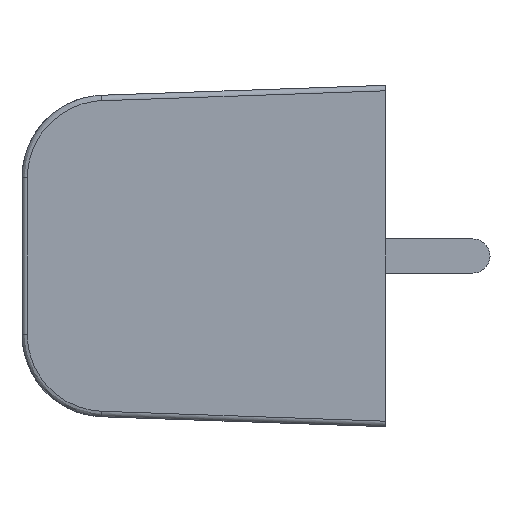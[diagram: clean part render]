
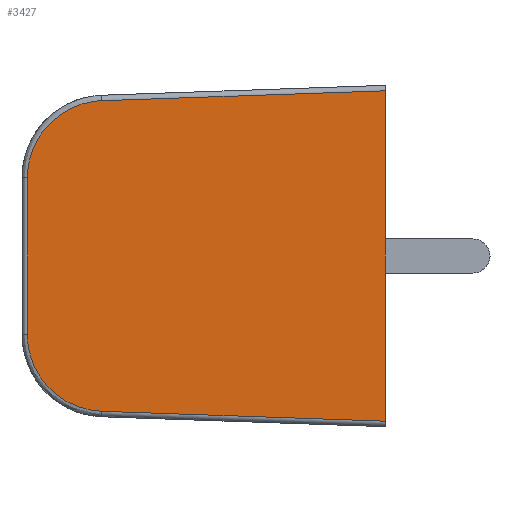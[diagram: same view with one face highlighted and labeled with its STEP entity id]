
A CAD part, left-side view. The second image highlights one B-rep face of the part: STEP entity #3427.
In plain terms, the highlighted planar face has unit normal (-0.999, 0.035, 0).
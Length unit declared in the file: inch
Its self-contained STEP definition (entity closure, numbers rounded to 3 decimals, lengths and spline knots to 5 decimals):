
#5=CARTESIAN_POINT('',(-0.79,0.,0.30001));
#251=CARTESIAN_POINT('',(-0.79,0.,-0.30001));
#326=DIRECTION('',(-0.035,-0.999,0.035));
#327=VECTOR('',#326,0.51586);
#328=CARTESIAN_POINT('',(-0.77201,0.51523,
0.28201));
#329=LINE('',#328,#327);
#330=DIRECTION('',(0.,0.,-1.));
#331=VECTOR('',#330,0.60001);
#332=CARTESIAN_POINT('',(-0.79,0.,0.30001));
#333=LINE('',#332,#331);
#334=DIRECTION('',(-0.035,-0.999,-0.035));
#335=VECTOR('',#334,0.51586);
#336=CARTESIAN_POINT('',(-0.77201,0.51523,
-0.28201));
#337=LINE('',#336,#335);
#338=CARTESIAN_POINT('',(-0.77201,0.51523,
-0.28201));
#339=CARTESIAN_POINT('',(-0.77184,0.51992,
-0.28185));
#340=CARTESIAN_POINT('',(-0.7715,0.52988,
-0.28104));
#341=CARTESIAN_POINT('',(-0.77091,0.54669,
-0.27771));
#342=CARTESIAN_POINT('',(-0.77027,0.56494,
-0.27155));
#343=CARTESIAN_POINT('',(-0.76961,0.584,
-0.26187));
#344=CARTESIAN_POINT('',(-0.76894,0.60312,
-0.24792));
#345=CARTESIAN_POINT('',(-0.76833,0.62042,
-0.22977));
#346=CARTESIAN_POINT('',(-0.76789,0.63328,
-0.21029));
#347=CARTESIAN_POINT('',(-0.76758,0.64194,
-0.19123));
#348=CARTESIAN_POINT('',(-0.7674,0.64724,
-0.17318));
#349=CARTESIAN_POINT('',(-0.76731,0.64989,
-0.15663));
#350=CARTESIAN_POINT('',(-0.76729,0.65035,
-0.14676));
#351=CARTESIAN_POINT('',(-0.76729,0.65035,
-0.1421));
#353=DIRECTION('',(0.,0.,1.));
#354=VECTOR('',#353,0.2842);
#355=CARTESIAN_POINT('',(-0.76729,0.65035,
-0.1421));
#356=LINE('',#355,#354);
#357=CARTESIAN_POINT('',(-0.76729,0.65035,
0.1421));
#358=CARTESIAN_POINT('',(-0.76729,0.65035,
0.14676));
#359=CARTESIAN_POINT('',(-0.76731,0.64989,
0.15663));
#360=CARTESIAN_POINT('',(-0.7674,0.64724,
0.17318));
#361=CARTESIAN_POINT('',(-0.76758,0.64194,
0.19123));
#362=CARTESIAN_POINT('',(-0.76789,0.63328,
0.21029));
#363=CARTESIAN_POINT('',(-0.76833,0.62042,
0.22977));
#364=CARTESIAN_POINT('',(-0.76894,0.60312,
0.24792));
#365=CARTESIAN_POINT('',(-0.76961,0.584,
0.26187));
#366=CARTESIAN_POINT('',(-0.77027,0.56494,
0.27155));
#367=CARTESIAN_POINT('',(-0.77091,0.54669,
0.27771));
#368=CARTESIAN_POINT('',(-0.7715,0.52988,
0.28104));
#369=CARTESIAN_POINT('',(-0.77184,0.51992,
0.28185));
#370=CARTESIAN_POINT('',(-0.77201,0.51523,
0.28201));
#3148=VERTEX_POINT('',#5);
#3149=CARTESIAN_POINT('',(-0.77201,0.51523,
0.28201));
#3150=VERTEX_POINT('',#3149);
#3153=VERTEX_POINT('',#251);
#3157=CARTESIAN_POINT('',(-0.77201,0.51523,
-0.28201));
#3158=VERTEX_POINT('',#3157);
#3183=CARTESIAN_POINT('',(-0.76729,0.65035,
-0.1421));
#3184=CARTESIAN_POINT('',(-0.76729,0.65035,
0.1421));
#3185=VERTEX_POINT('',#3183);
#3186=VERTEX_POINT('',#3184);
#3410=CARTESIAN_POINT('',(-0.79,0.,-0.235));
#3411=DIRECTION('',(-0.999,0.035,0.));
#3412=DIRECTION('',(0.,0.,1.));
#3413=AXIS2_PLACEMENT_3D('',#3410,#3411,#3412);
#3414=PLANE('',#3413);
#3415=ORIENTED_EDGE('',*,*,#3401,.T.);
#3416=ORIENTED_EDGE('',*,*,#3350,.T.);
#3418=ORIENTED_EDGE('',*,*,#3417,.F.);
#3420=ORIENTED_EDGE('',*,*,#3419,.T.);
#3422=ORIENTED_EDGE('',*,*,#3421,.T.);
#3424=ORIENTED_EDGE('',*,*,#3423,.T.);
#3425=EDGE_LOOP('',(#3415,#3416,#3418,#3420,#3422,#3424));
#3426=FACE_OUTER_BOUND('',#3425,.F.);
#3427=ADVANCED_FACE('',(#3426),#3414,.T.);
#352=B_SPLINE_CURVE_WITH_KNOTS('',3,(#338,#339,#340,#341,#342,#343,#344,#345,
#346,#347,#348,#349,#350,#351),.UNSPECIFIED.,.F.,.F.,(4,1,1,1,1,1,1,1,1,1,1,4),(
0.,0.09091,0.18182,0.27273,0.36364,
0.45455,0.54545,0.63636,0.72727,
0.81818,0.90909,1.),.UNSPECIFIED.);
#371=B_SPLINE_CURVE_WITH_KNOTS('',3,(#357,#358,#359,#360,#361,#362,#363,#364,
#365,#366,#367,#368,#369,#370),.UNSPECIFIED.,.F.,.F.,(4,1,1,1,1,1,1,1,1,1,1,4),(
0.,0.09091,0.18182,0.27273,0.36364,
0.45455,0.54545,0.63636,0.72727,
0.81818,0.90909,1.),.UNSPECIFIED.);
#3350=EDGE_CURVE('',#3148,#3153,#333,.T.);
#3401=EDGE_CURVE('',#3150,#3148,#329,.T.);
#3417=EDGE_CURVE('',#3158,#3153,#337,.T.);
#3419=EDGE_CURVE('',#3158,#3185,#352,.T.);
#3421=EDGE_CURVE('',#3185,#3186,#356,.T.);
#3423=EDGE_CURVE('',#3186,#3150,#371,.T.);
